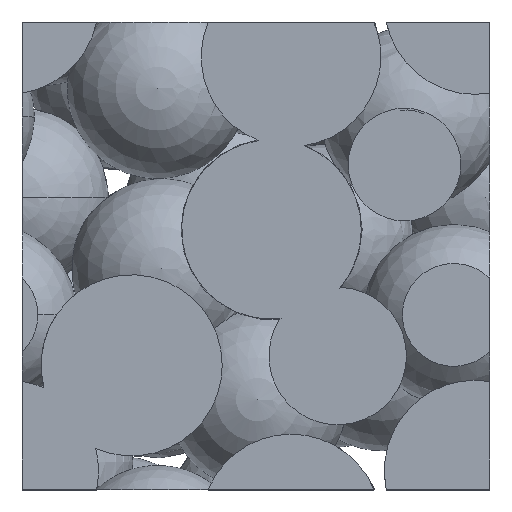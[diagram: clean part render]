
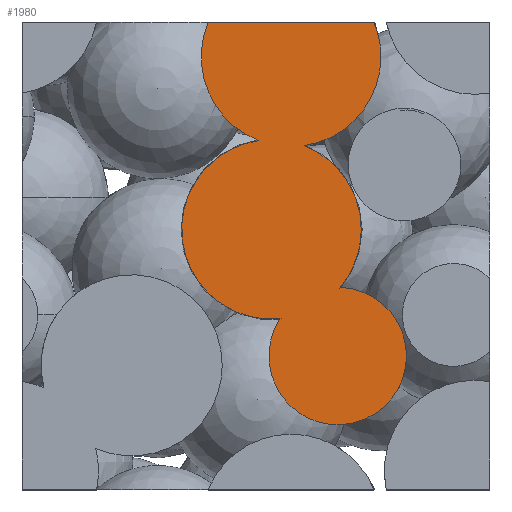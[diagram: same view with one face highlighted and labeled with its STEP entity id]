
A CAD part, top view. The second image highlights one B-rep face of the part: STEP entity #1980.
In plain terms, the highlighted planar face has unit normal (0, 0, 1).
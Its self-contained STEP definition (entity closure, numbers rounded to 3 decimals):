
#1270 = VERTEX_POINT('',#1271);
#1271 = CARTESIAN_POINT('',(725.275,556.157,1000.));
#1278 = EDGE_CURVE('',#1279,#1270,#1281,.T.);
#1279 = VERTEX_POINT('',#1280);
#1280 = CARTESIAN_POINT('',(679.948,432.207,1000.));
#1281 = CIRCLE('',#1282,192.139);
#1282 = AXIS2_PLACEMENT_3D('',#1283,#1284,#1285);
#1283 = CARTESIAN_POINT('',(533.136,556.157,1000.));
#1284 = DIRECTION('',(0.,0.,1.));
#1285 = DIRECTION('',(1.,0.,-0.));
#1297 = VERTEX_POINT('',#1298);
#1298 = CARTESIAN_POINT('',(551.177,364.867,1000.));
#1305 = EDGE_CURVE('',#1306,#1297,#1308,.T.);
#1306 = VERTEX_POINT('',#1307);
#1307 = CARTESIAN_POINT('',(505.476,746.294,1000.));
#1308 = CIRCLE('',#1309,192.139);
#1309 = AXIS2_PLACEMENT_3D('',#1310,#1311,#1312);
#1310 = CARTESIAN_POINT('',(533.136,556.157,1000.));
#1311 = DIRECTION('',(0.,0.,1.));
#1312 = DIRECTION('',(1.,0.,-0.));
#1315 = VERTEX_POINT('',#1316);
#1316 = CARTESIAN_POINT('',(602.761,735.237,1000.));
#1323 = EDGE_CURVE('',#1270,#1315,#1324,.T.);
#1324 = CIRCLE('',#1325,192.139);
#1325 = AXIS2_PLACEMENT_3D('',#1326,#1327,#1328);
#1326 = CARTESIAN_POINT('',(533.136,556.157,1000.));
#1327 = DIRECTION('',(0.,0.,1.));
#1328 = DIRECTION('',(1.,0.,-0.));
#1980 = ADVANCED_FACE('',(#1981),#2035,.T.);
#1981 = FACE_BOUND('',#1982,.T.);
#1982 = EDGE_LOOP('',(#1983,#1993,#2000,#2001,#2010,#2017,#2018,#2019,
    #2028));
#1983 = ORIENTED_EDGE('',*,*,#1984,.F.);
#1984 = EDGE_CURVE('',#1985,#1987,#1989,.T.);
#1985 = VERTEX_POINT('',#1986);
#1986 = CARTESIAN_POINT('',(397.847,1000.,1000.));
#1987 = VERTEX_POINT('',#1988);
#1988 = CARTESIAN_POINT('',(752.387,1000.,1000.));
#1989 = LINE('',#1990,#1991);
#1990 = CARTESIAN_POINT('',(0.,1000.,1000.));
#1991 = VECTOR('',#1992,1.);
#1992 = DIRECTION('',(1.,0.,0.));
#1993 = ORIENTED_EDGE('',*,*,#1994,.T.);
#1994 = EDGE_CURVE('',#1985,#1306,#1995,.T.);
#1995 = CIRCLE('',#1996,192.281);
#1996 = AXIS2_PLACEMENT_3D('',#1997,#1998,#1999);
#1997 = CARTESIAN_POINT('',(575.117,925.521,1000.));
#1998 = DIRECTION('',(0.,0.,1.));
#1999 = DIRECTION('',(1.,0.,-0.));
#2000 = ORIENTED_EDGE('',*,*,#1305,.T.);
#2001 = ORIENTED_EDGE('',*,*,#2002,.T.);
#2002 = EDGE_CURVE('',#1297,#2003,#2005,.T.);
#2003 = VERTEX_POINT('',#2004);
#2004 = CARTESIAN_POINT('',(822.081,285.098,1000.));
#2005 = CIRCLE('',#2006,147.196);
#2006 = AXIS2_PLACEMENT_3D('',#2007,#2008,#2009);
#2007 = CARTESIAN_POINT('',(674.885,285.098,1000.));
#2008 = DIRECTION('',(0.,0.,1.));
#2009 = DIRECTION('',(1.,0.,-0.));
#2010 = ORIENTED_EDGE('',*,*,#2011,.T.);
#2011 = EDGE_CURVE('',#2003,#1279,#2012,.T.);
#2012 = CIRCLE('',#2013,147.196);
#2013 = AXIS2_PLACEMENT_3D('',#2014,#2015,#2016);
#2014 = CARTESIAN_POINT('',(674.885,285.098,1000.));
#2015 = DIRECTION('',(0.,0.,1.));
#2016 = DIRECTION('',(1.,0.,-0.));
#2017 = ORIENTED_EDGE('',*,*,#1278,.T.);
#2018 = ORIENTED_EDGE('',*,*,#1323,.T.);
#2019 = ORIENTED_EDGE('',*,*,#2020,.T.);
#2020 = EDGE_CURVE('',#1315,#2021,#2023,.T.);
#2021 = VERTEX_POINT('',#2022);
#2022 = CARTESIAN_POINT('',(767.398,925.521,1000.));
#2023 = CIRCLE('',#2024,192.281);
#2024 = AXIS2_PLACEMENT_3D('',#2025,#2026,#2027);
#2025 = CARTESIAN_POINT('',(575.117,925.521,1000.));
#2026 = DIRECTION('',(0.,0.,1.));
#2027 = DIRECTION('',(1.,0.,-0.));
#2028 = ORIENTED_EDGE('',*,*,#2029,.T.);
#2029 = EDGE_CURVE('',#2021,#1987,#2030,.T.);
#2030 = CIRCLE('',#2031,192.281);
#2031 = AXIS2_PLACEMENT_3D('',#2032,#2033,#2034);
#2032 = CARTESIAN_POINT('',(575.117,925.521,1000.));
#2033 = DIRECTION('',(0.,0.,1.));
#2034 = DIRECTION('',(1.,0.,-0.));
#2035 = PLANE('',#2036);
#2036 = AXIS2_PLACEMENT_3D('',#2037,#2038,#2039);
#2037 = CARTESIAN_POINT('',(0.,0.,1000.));
#2038 = DIRECTION('',(0.,0.,1.));
#2039 = DIRECTION('',(1.,0.,0.));
